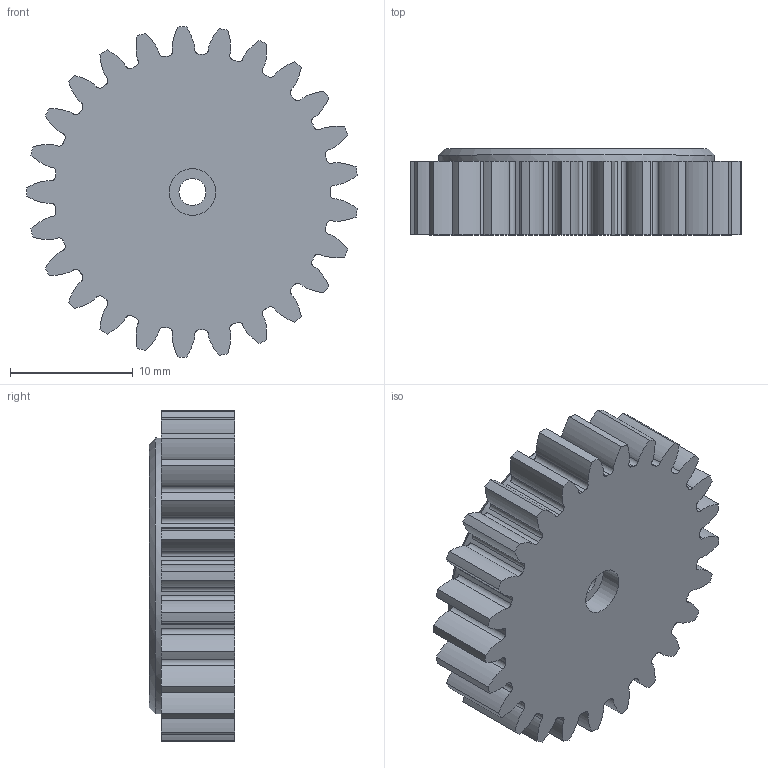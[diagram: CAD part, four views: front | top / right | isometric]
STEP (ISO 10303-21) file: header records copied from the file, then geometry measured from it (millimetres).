
FILE_DESCRIPTION(/* description */ ('STEP AP242','CAx-IF Rec.Pracs.---Representation and Presentation of Product Manufacturing Information (PMI)---4.0---2014-10-13','CAx-IF Rec.Pracs.---3D Tessellated Geometry---0.4---2014-09-14','2;1'),/* implementation_level */ '2;1');
FILE_NAME(/* name */ '6262834f4fc8d629c9fa26ff',/* time_stamp */ '2022-04-22T10:28:32+00:00',/* author */ (''),/* organization */ (''),/* preprocessor_version */ 'ST-DEVELOPER v18.101',/* originating_system */ ' ',/* authorisation */ ' ');
FILE_SCHEMA (('AP242_MANAGED_MODEL_BASED_3D_ENGINEERING_MIM_LF { 1 0 10303 442 1 1 4 }'));
Length unit declared in the file: metre
Products named in the file (1): servo_tandhjul
Bounding box: 26.93 x 7 x 26.98 mm (x, y, z)
Volume: 2689 mm3; surface area: 2226 mm2
Topology: 1 solids, 1 shells, 188 faces, 541 edges, 358 vertices
Faces by surface type: cylinder 83, plane 50, bspline 50, cone 5
Full cylindrical faces by diameter (mm): 2.2 x1, 3.8 x1, 6.4 x1, 22.5 x1
Entity records: 10124 total; most frequent: CARTESIAN_POINT 5329, ORIENTED_EDGE 1068, DIRECTION 932, EDGE_CURVE 534, AXIS2_PLACEMENT_3D 359, VERTEX_POINT 356, CIRCLE 220, LINE 214
